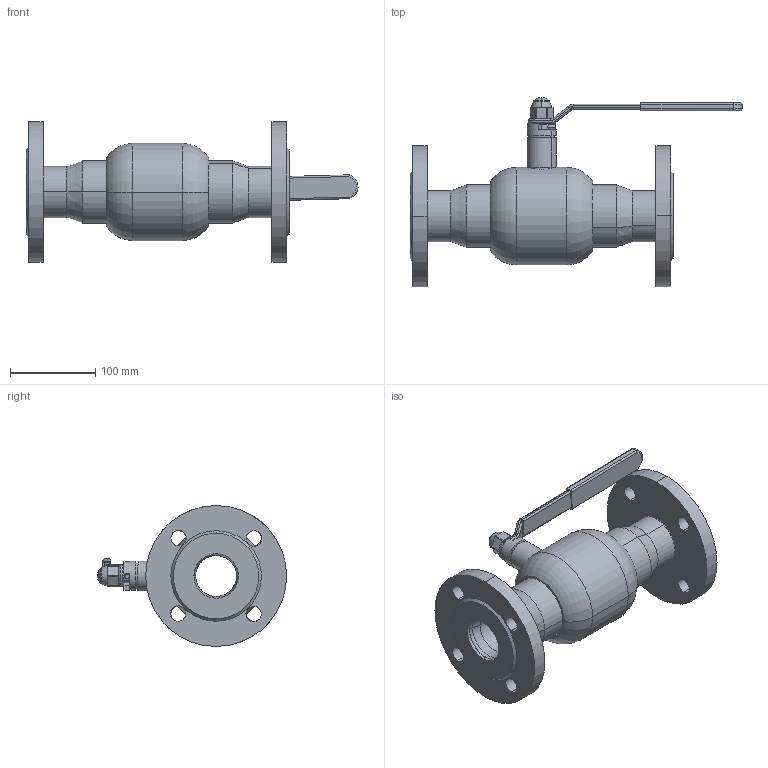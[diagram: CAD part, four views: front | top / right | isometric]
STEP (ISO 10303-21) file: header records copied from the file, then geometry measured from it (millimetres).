
FILE_DESCRIPTION (( 'STEP AP214' ), '1' );
FILE_NAME ('通径DN50法兰球阀PN16.STEP', '2026-01-28T02:39:01', ( '' ), ( '' ), 'SwSTEP 2.0', 'SolidWorks 2022', '' );
FILE_SCHEMA (( 'AUTOMOTIVE_DESIGN' ));
Length unit declared in the file: millimetre
Products named in the file (10): Q61F-65-18參杶; Q61F-65-3概裝; Q61F-65-16詩种; DN65概极 - 萵掛; 籵噤諉50; 50..楊擘 - 萵掛; Q61F-65-5粣杶; 通径DN50法兰球阀PN16; Q61F-65-17球阀把手; Q61F-65-19概裝蹟譫
Assembly tree (11 placements, depth 2):
  通径DN50法兰球阀PN16
    Q61F-65-5粣杶
    DN65概极 - 萵掛
    籵噤諉50  x2
    Q61F-65-3概裝
    Q61F-65-16詩种
    50..楊擘 - 萵掛  x2
    Q61F-65-17球阀把手
    Q61F-65-19概裝蹟譫
    Q61F-65-18參杶
Bounding box: 388.7 x 221.5 x 165 mm (x, y, z)
Volume: 1218195.2 mm3; surface area: 342929.1 mm2
Topology: 12 solids, 12 shells, 284 faces, 634 edges, 383 vertices
Faces by surface type: cylinder 133, plane 81, torus 40, cone 26, sphere 4
Entity records: 7871 total; most frequent: CARTESIAN_POINT 1580, DIRECTION 1302, ORIENTED_EDGE 1060, AXIS2_PLACEMENT_3D 541, EDGE_CURVE 530, VERTEX_POINT 323, CIRCLE 288, EDGE_LOOP 273
